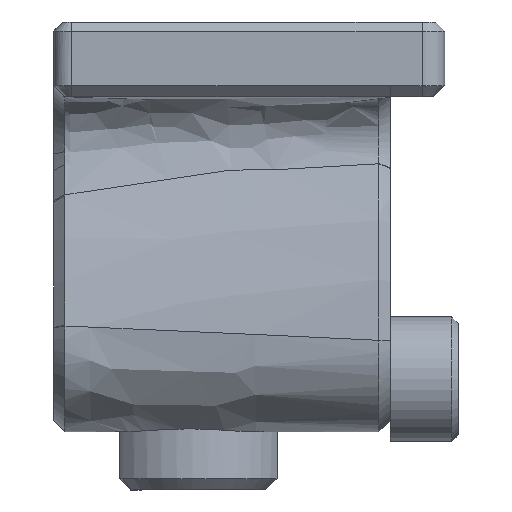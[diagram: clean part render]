
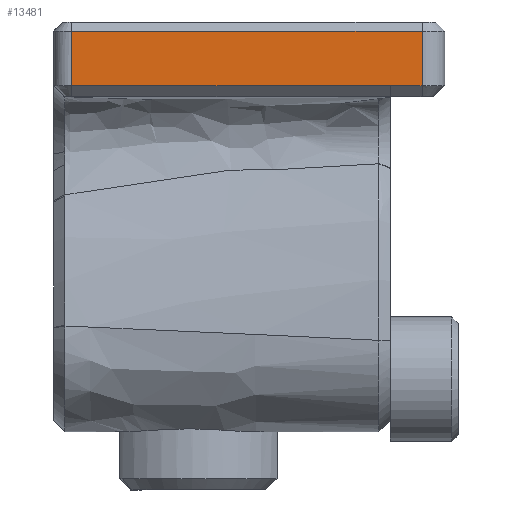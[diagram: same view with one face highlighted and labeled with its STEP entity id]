
A CAD part, left-side view. The second image highlights one B-rep face of the part: STEP entity #13481.
In plain terms, the highlighted planar face has unit normal (-1, 0, 0).
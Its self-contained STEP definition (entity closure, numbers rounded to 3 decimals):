
#279=B_SPLINE_CURVE_WITH_KNOTS('',3,(#21608,#21609,#21610,#21611),
 .UNSPECIFIED.,.F.,.F.,(4,4),(0.48,1.882),
 .UNSPECIFIED.);
#1822=LINE('',#21616,#3150);
#1866=LINE('',#23864,#3194);
#1869=LINE('',#23880,#3197);
#1878=LINE('',#24299,#3206);
#3150=VECTOR('',#16629,10.);
#3194=VECTOR('',#16713,1.);
#3197=VECTOR('',#16722,10.);
#3206=VECTOR('',#16777,10.);
#3913=FACE_OUTER_BOUND('',#4658,.T.);
#4658=EDGE_LOOP('',(#11042,#11043,#11044,#11045,#11046));
#5957=VERTEX_POINT('',#21567);
#5959=VERTEX_POINT('',#21606);
#5961=VERTEX_POINT('',#21614);
#6019=VERTEX_POINT('',#23862);
#6023=VERTEX_POINT('',#23879);
#7640=EDGE_CURVE('',#5959,#5957,#279,.T.);
#7642=EDGE_CURVE('',#5961,#5959,#1822,.T.);
#7750=EDGE_CURVE('',#5961,#6019,#1866,.T.);
#7755=EDGE_CURVE('',#5957,#6023,#1869,.T.);
#7782=EDGE_CURVE('',#6023,#6019,#1878,.T.);
#11042=ORIENTED_EDGE('',*,*,#7642,.F.);
#11043=ORIENTED_EDGE('',*,*,#7750,.T.);
#11044=ORIENTED_EDGE('',*,*,#7782,.F.);
#11045=ORIENTED_EDGE('',*,*,#7755,.F.);
#11046=ORIENTED_EDGE('',*,*,#7640,.F.);
#12931=PLANE('',#14380);
#13481=ADVANCED_FACE('',(#3913),#12931,.T.);
#14380=AXIS2_PLACEMENT_3D('',#24298,#16775,#16776);
#16629=DIRECTION('',(0.,1.,0.));
#16713=DIRECTION('',(0.,0.,1.));
#16722=DIRECTION('',(0.,0.,1.));
#16775=DIRECTION('center_axis',(-1.,0.,0.));
#16776=DIRECTION('ref_axis',(0.,0.,1.));
#16777=DIRECTION('',(0.,-1.,0.));
#21567=CARTESIAN_POINT('',(15.11,9.949,17.2));
#21606=CARTESIAN_POINT('',(15.11,-4.076,17.2));
#21608=CARTESIAN_POINT('Ctrl Pts',(15.11,-4.076,17.2));
#21609=CARTESIAN_POINT('Ctrl Pts',(15.11,0.599,17.2));
#21610=CARTESIAN_POINT('Ctrl Pts',(15.11,5.274,17.2));
#21611=CARTESIAN_POINT('Ctrl Pts',(15.11,9.949,17.2));
#21614=CARTESIAN_POINT('',(15.11,-5.476,17.2));
#21616=CARTESIAN_POINT('',(15.11,-6.476,17.2));
#23862=CARTESIAN_POINT('',(15.11,-5.476,19.6));
#23864=CARTESIAN_POINT('',(15.11,-5.476,11.973));
#23879=CARTESIAN_POINT('',(15.11,9.949,19.6));
#23880=CARTESIAN_POINT('',(15.11,9.949,11.973));
#24298=CARTESIAN_POINT('Origin',(15.11,-6.476,9.297));
#24299=CARTESIAN_POINT('',(15.11,-6.476,19.6));
